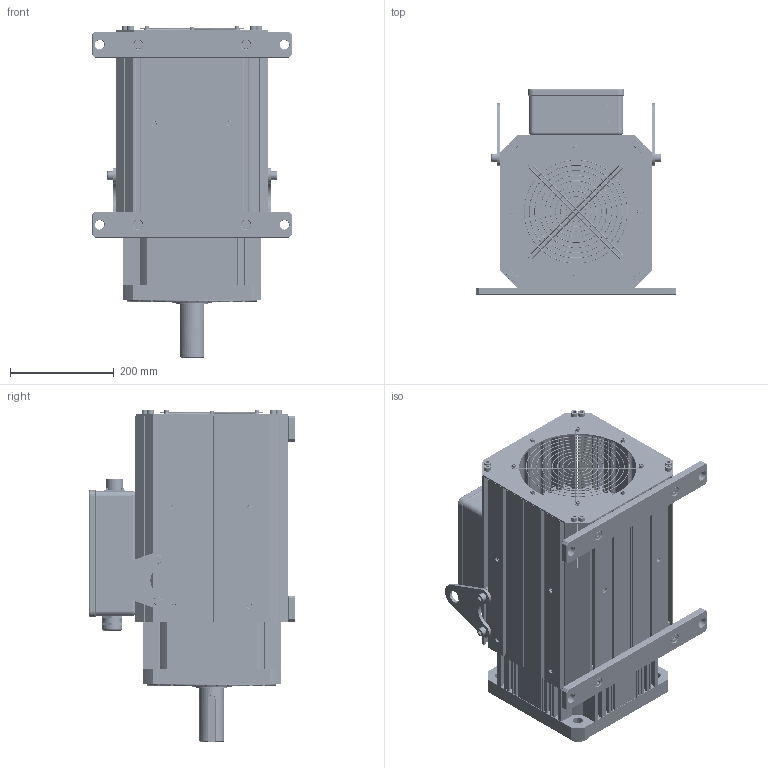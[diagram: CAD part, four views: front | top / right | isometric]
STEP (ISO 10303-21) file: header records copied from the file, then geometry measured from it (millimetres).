
FILE_DESCRIPTION (( 'STEP AP214' ), '1' );
FILE_NAME ('MS6G-265TH17B2-430P0-F.STEP', '2025-06-02T03:27:45', ( '' ), ( '' ), 'SwSTEP 2.0', 'SolidWorks 2022', '' );
FILE_SCHEMA (( 'AUTOMOTIVE_DESIGN' ));
Length unit declared in the file: millimetre
Products named in the file (1): MS6G-265TH17B2-430P0-F
Bounding box: 384 x 397.8 x 639.5 mm (x, y, z)
Surface area: 3440285.2 mm2 (no closed solid volume)
Topology: 0 solids, 120 shells, 5102 faces, 13017 edges, 8269 vertices
Faces by surface type: plane 2263, cylinder 1735, torus 468, cone 412, bspline 204, sphere 20
Entity records: 247052 total; most frequent: CARTESIAN_POINT 65649, DIRECTION 26132, ORIENTED_EDGE 25850, EDGE_CURVE 12948, AXIS2_PLACEMENT_3D 9416, VERTEX_POINT 8258, LINE 7300, VECTOR 7300
